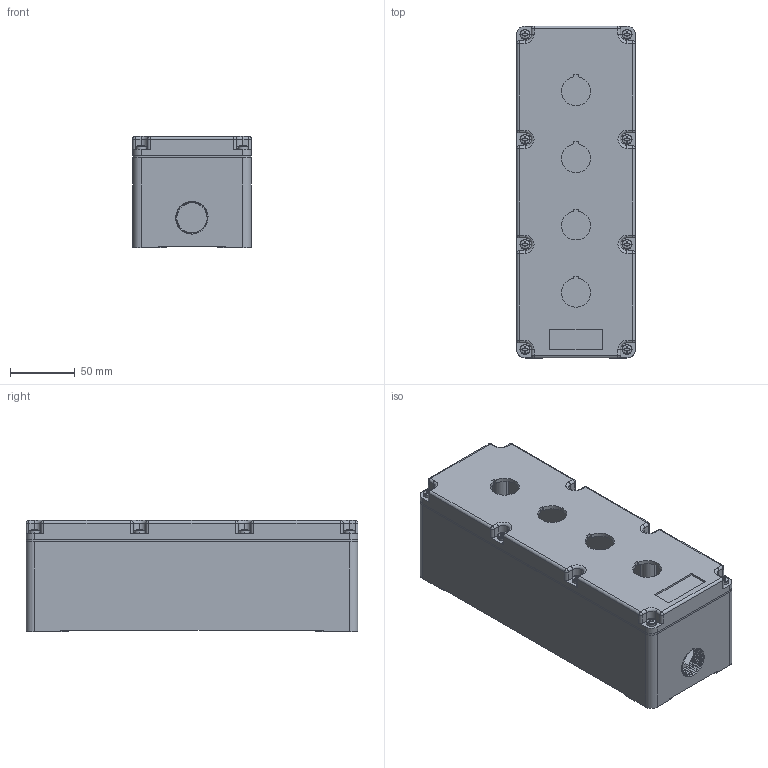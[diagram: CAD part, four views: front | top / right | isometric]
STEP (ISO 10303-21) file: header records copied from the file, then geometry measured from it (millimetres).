
FILE_DESCRIPTION(('Creo Elements/Direct Modeling STEP Export'),'2;1');
FILE_NAME('0ln7uvk43t700l52856','2016-07-26T14:00:05',(''),(''),'PTC Creo Elements/Direct Modeling STEP processor for AP214 (Solid Model)','PTC Creo Elements/Direct Modeling 19.0B 21-Mar-2015 (C) Parametric Technology GmbH','');
FILE_SCHEMA(('AUTOMOTIVE_DESIGN { 1 0 10303 214 1 1 1 1 }'));
Length unit declared in the file: millimetre
Products named in the file (3): BOX; COVER; A2M_0925.04
Assembly tree (2 placements, depth 2):
  A2M_0925.04
    COVER
    BOX
Bounding box: 92.02 x 257 x 86 mm (x, y, z)
Volume: 442911.6 mm3; surface area: 227941.9 mm2
Topology: 2 solids, 9 shells, 1259 faces, 3380 edges, 2215 vertices
Faces by surface type: plane 915, cylinder 273, sphere 36, torus 28, cone 4, bspline 3
Entity records: 50218 total; most frequent: CARTESIAN_POINT 19311, ORIENTED_EDGE 6726, DIRECTION 5977, EDGE_CURVE 3363, VECTOR 2473, LINE 2473, VERTEX_POINT 2215, AXIS2_PLACEMENT_3D 1752
